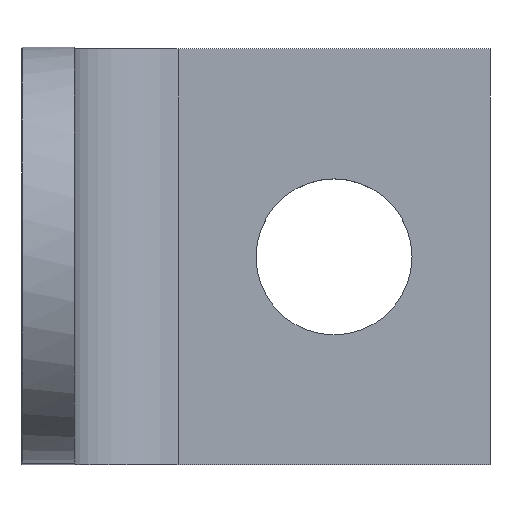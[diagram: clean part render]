
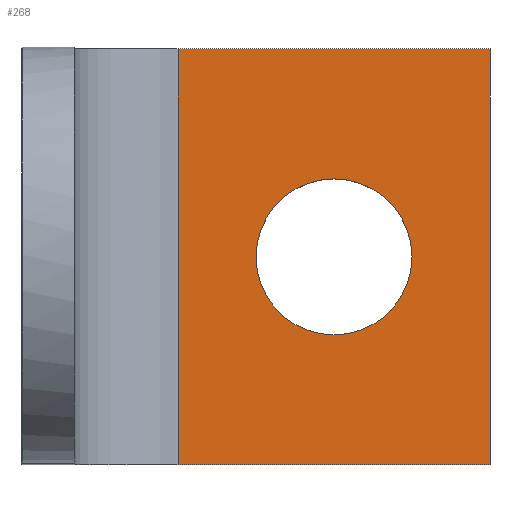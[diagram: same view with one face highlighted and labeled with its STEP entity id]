
A CAD part, top view. The second image highlights one B-rep face of the part: STEP entity #268.
In plain terms, the highlighted planar face has unit normal (0, 0, 1).
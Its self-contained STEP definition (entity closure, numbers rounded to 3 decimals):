
#49=CARTESIAN_POINT('Vertex',(0.,0.,2.)) ;
#52=CARTESIAN_POINT('Line Origine',(0.,-8.,2.)) ;
#56=CARTESIAN_POINT('Vertex',(0.,-16.,2.)) ;
#145=CARTESIAN_POINT('Vertex',(-9.,-8.,2.)) ;
#152=CARTESIAN_POINT('Vertex',(-6.,-5.,2.)) ;
#155=CARTESIAN_POINT('Axis2P3D Location',(-6.,-8.,2.)) ;
#176=CARTESIAN_POINT('Vertex',(-6.,-11.,2.)) ;
#179=CARTESIAN_POINT('Axis2P3D Location',(-6.,-8.,2.)) ;
#196=CARTESIAN_POINT('Axis2P3D Location',(-6.,-8.,2.)) ;
#200=CARTESIAN_POINT('Vertex',(-3.,-8.,2.)) ;
#220=CARTESIAN_POINT('Axis2P3D Location',(-6.,-8.,2.)) ;
#232=CARTESIAN_POINT('Axis2P3D Location',(0.,0.,2.)) ;
#237=CARTESIAN_POINT('Line Origine',(-12.,-8.,2.)) ;
#241=CARTESIAN_POINT('Vertex',(-12.,0.,2.)) ;
#243=CARTESIAN_POINT('Vertex',(-12.,-16.,2.)) ;
#246=CARTESIAN_POINT('Line Origine',(-8.,-16.,2.)) ;
#251=CARTESIAN_POINT('Line Origine',(-8.,0.,2.)) ;
#54=VECTOR('Line Direction',#53,1.) ;
#239=VECTOR('Line Direction',#238,1.) ;
#248=VECTOR('Line Direction',#247,1.) ;
#253=VECTOR('Line Direction',#252,1.) ;
#53=DIRECTION('Vector Direction',(0.,-1.,0.)) ;
#156=DIRECTION('Axis2P3D Direction',(0.,0.,1.)) ;
#180=DIRECTION('Axis2P3D Direction',(0.,0.,1.)) ;
#197=DIRECTION('Axis2P3D Direction',(0.,0.,1.)) ;
#221=DIRECTION('Axis2P3D Direction',(0.,0.,1.)) ;
#233=DIRECTION('Axis2P3D Direction',(0.,0.,1.)) ;
#234=DIRECTION('Axis2P3D XDirection',(1.,0.,0.)) ;
#238=DIRECTION('Vector Direction',(0.,1.,0.)) ;
#247=DIRECTION('Vector Direction',(1.,0.,0.)) ;
#252=DIRECTION('Vector Direction',(1.,0.,0.)) ;
#157=AXIS2_PLACEMENT_3D('Circle Axis2P3D',#155,#156,$) ;
#181=AXIS2_PLACEMENT_3D('Circle Axis2P3D',#179,#180,$) ;
#198=AXIS2_PLACEMENT_3D('Circle Axis2P3D',#196,#197,$) ;
#222=AXIS2_PLACEMENT_3D('Circle Axis2P3D',#220,#221,$) ;
#235=AXIS2_PLACEMENT_3D('Plane Axis2P3D',#232,#233,#234) ;
#55=LINE('Line',#52,#54) ;
#240=LINE('Line',#237,#239) ;
#249=LINE('Line',#246,#248) ;
#254=LINE('Line',#251,#253) ;
#158=CIRCLE('generated circle',#157,3.) ;
#182=CIRCLE('generated circle',#181,3.) ;
#199=CIRCLE('generated circle',#198,3.) ;
#223=CIRCLE('generated circle',#222,3.) ;
#236=PLANE('',#235) ;
#267=FACE_BOUND('',#262,.T.) ;
#58=EDGE_CURVE('',#50,#57,#55,.T.) ;
#159=EDGE_CURVE('',#153,#146,#158,.T.) ;
#183=EDGE_CURVE('',#146,#177,#182,.T.) ;
#202=EDGE_CURVE('',#201,#177,#199,.F.) ;
#224=EDGE_CURVE('',#201,#153,#223,.T.) ;
#245=EDGE_CURVE('',#242,#244,#240,.F.) ;
#250=EDGE_CURVE('',#244,#57,#249,.T.) ;
#255=EDGE_CURVE('',#50,#242,#254,.F.) ;
#257=ORIENTED_EDGE('',*,*,#245,.T.) ;
#258=ORIENTED_EDGE('',*,*,#250,.T.) ;
#259=ORIENTED_EDGE('',*,*,#58,.F.) ;
#260=ORIENTED_EDGE('',*,*,#255,.T.) ;
#263=ORIENTED_EDGE('',*,*,#183,.F.) ;
#264=ORIENTED_EDGE('',*,*,#159,.F.) ;
#265=ORIENTED_EDGE('',*,*,#224,.F.) ;
#266=ORIENTED_EDGE('',*,*,#202,.T.) ;
#256=EDGE_LOOP('',(#257,#258,#259,#260)) ;
#262=EDGE_LOOP('',(#263,#264,#265,#266)) ;
#50=VERTEX_POINT('',#49) ;
#57=VERTEX_POINT('',#56) ;
#146=VERTEX_POINT('',#145) ;
#153=VERTEX_POINT('',#152) ;
#177=VERTEX_POINT('',#176) ;
#201=VERTEX_POINT('',#200) ;
#242=VERTEX_POINT('',#241) ;
#244=VERTEX_POINT('',#243) ;
#268=ADVANCED_FACE('Corps principal',(#261,#267),#236,.T.) ;
#261=FACE_OUTER_BOUND('',#256,.T.) ;
